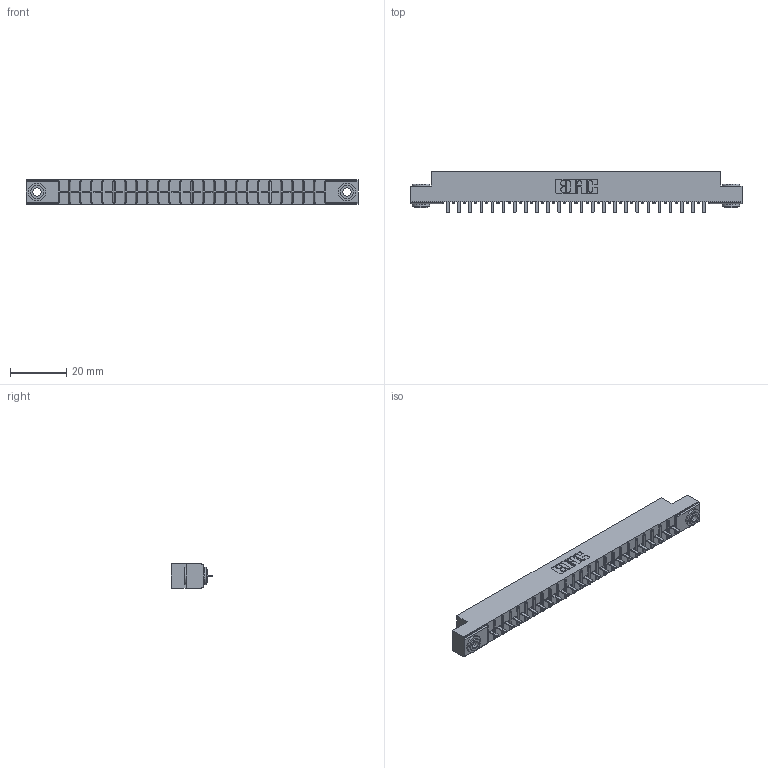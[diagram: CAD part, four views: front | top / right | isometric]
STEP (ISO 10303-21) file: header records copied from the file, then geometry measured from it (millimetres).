
FILE_DESCRIPTION (( 'STEP AP203' ), '1' );
FILE_NAME ('356-024-421-103.STEP', '2020-09-23T16:32:13', ( '' ), ( '' ), 'SwSTEP 2.0', 'SolidWorks 2020', '' );
FILE_SCHEMA (( 'CONFIG_CONTROL_DESIGN' ));
Length unit declared in the file: inch
Products named in the file (4): 306-290-001_121; 306 Part_.156 Dia; 345-250-002_345-250-002-102; 356-024-421-103
Assembly tree (27 placements, depth 2):
  356-024-421-103
    306 Part_.156 Dia
    306-290-001_121  x24
    345-250-002_345-250-002-102  x2
Bounding box: 118.11 x 14.88 x 8.71 mm (x, y, z)
Volume: 8053.1 mm3; surface area: 12064.7 mm2
Topology: 27 solids, 27 shells, 1848 faces, 5156 edges, 3304 vertices
Faces by surface type: plane 1220, cylinder 524, sphere 96, cone 8
Entity records: 25734 total; most frequent: CARTESIAN_POINT 4296, DIRECTION 4252, ORIENTED_EDGE 4248, EDGE_CURVE 2124, VECTOR 1644, LINE 1644, VERTEX_POINT 1348, AXIS2_PLACEMENT_3D 1304
